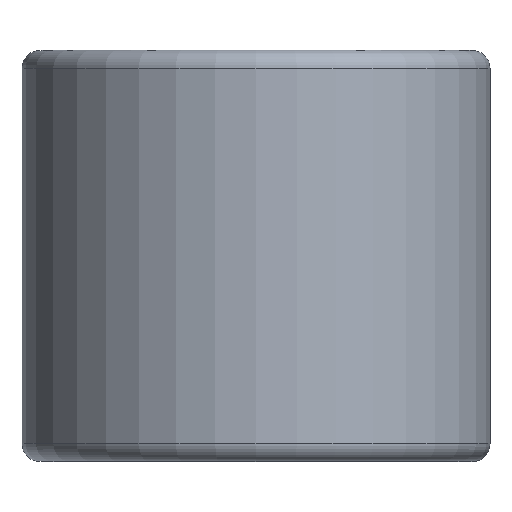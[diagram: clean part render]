
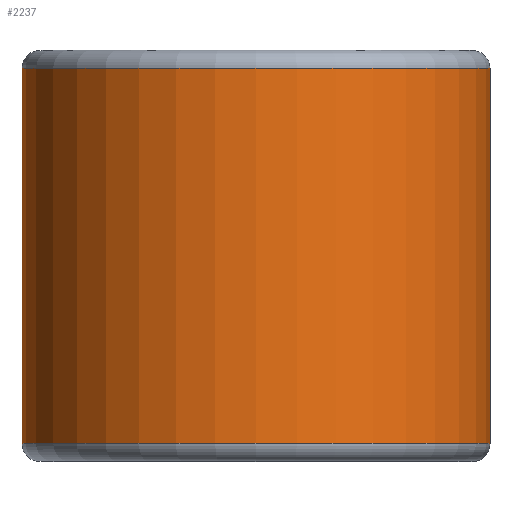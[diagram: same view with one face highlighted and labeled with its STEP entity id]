
A CAD part, top view. The second image highlights one B-rep face of the part: STEP entity #2237.
In plain terms, the highlighted cylindrical face has radius 9.944 mm (diameter 19.888 mm), a partial arc.
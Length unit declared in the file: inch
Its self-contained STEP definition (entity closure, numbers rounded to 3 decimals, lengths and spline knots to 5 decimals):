
#16 = VERTEX_POINT ( 'NONE', #1431 ) ;
#117 = LINE ( 'NONE', #1839, #1958 ) ;
#131 = ORIENTED_EDGE ( 'NONE', *, *, #1260, .T. ) ;
#232 = EDGE_CURVE ( 'NONE', #499, #2358, #872, .T. ) ;
#402 = VERTEX_POINT ( 'NONE', #446 ) ;
#446 = CARTESIAN_POINT ( 'NONE',  ( 0.3915, 0.31375, 0. ) ) ;
#492 = DIRECTION ( 'NONE',  ( 0., 0., -1. ) ) ;
#499 = VERTEX_POINT ( 'NONE', #2324 ) ;
#528 = EDGE_CURVE ( 'NONE', #2358, #16, #1849, .T. ) ;
#541 = AXIS2_PLACEMENT_3D ( 'NONE', #604, #592, #492 ) ;
#548 = AXIS2_PLACEMENT_3D ( 'NONE', #2042, #980, #1868 ) ;
#592 = DIRECTION ( 'NONE',  ( 0., -1., 0. ) ) ;
#604 = CARTESIAN_POINT ( 'NONE',  ( 0., -0.31375, 0. ) ) ;
#663 = EDGE_CURVE ( 'NONE', #499, #402, #117, .T. ) ;
#872 = CIRCLE ( 'NONE', #541, 0.3915 ) ;
#888 = CARTESIAN_POINT ( 'NONE',  ( 0., 0.31375, 0. ) ) ;
#980 = DIRECTION ( 'NONE',  ( 0., -1., 0. ) ) ;
#1062 = DIRECTION ( 'NONE',  ( 0., 0., -1. ) ) ;
#1197 = CARTESIAN_POINT ( 'NONE',  ( 0., -0.31375, -0.3915 ) ) ;
#1260 = EDGE_CURVE ( 'NONE', #402, #16, #1891, .T. ) ;
#1424 = EDGE_LOOP ( 'NONE', ( #2097, #131, #2226, #1944 ) ) ;
#1431 = CARTESIAN_POINT ( 'NONE',  ( 0., 0.31375, -0.3915 ) ) ;
#1655 = CYLINDRICAL_SURFACE ( 'NONE', #548, 0.3915 ) ;
#1839 = CARTESIAN_POINT ( 'NONE',  ( 0.3915, 0.31375, 0. ) ) ;
#1849 = LINE ( 'NONE', #1986, #2275 ) ;
#1868 = DIRECTION ( 'NONE',  ( 0., 0., -1. ) ) ;
#1891 = CIRCLE ( 'NONE', #2208, 0.3915 ) ;
#1900 = FACE_OUTER_BOUND ( 'NONE', #1424, .T. ) ;
#1944 = ORIENTED_EDGE ( 'NONE', *, *, #232, .F. ) ;
#1958 = VECTOR ( 'NONE', #2026, 39.37008 ) ;
#1986 = CARTESIAN_POINT ( 'NONE',  ( 0., 0.31375, -0.3915 ) ) ;
#2026 = DIRECTION ( 'NONE',  ( 0., 1., 0. ) ) ;
#2042 = CARTESIAN_POINT ( 'NONE',  ( 0., 0.3125, 0. ) ) ;
#2097 = ORIENTED_EDGE ( 'NONE', *, *, #663, .T. ) ;
#2125 = DIRECTION ( 'NONE',  ( 0., -1., 0. ) ) ;
#2208 = AXIS2_PLACEMENT_3D ( 'NONE', #888, #2125, #1062 ) ;
#2226 = ORIENTED_EDGE ( 'NONE', *, *, #528, .F. ) ;
#2237 = ADVANCED_FACE ( 'NONE', ( #1900 ), #1655, .T. ) ;
#2275 = VECTOR ( 'NONE', #2306, 39.37008 ) ;
#2306 = DIRECTION ( 'NONE',  ( 0., 1., 0. ) ) ;
#2324 = CARTESIAN_POINT ( 'NONE',  ( 0.3915, -0.31375, 0. ) ) ;
#2358 = VERTEX_POINT ( 'NONE', #1197 ) ;
